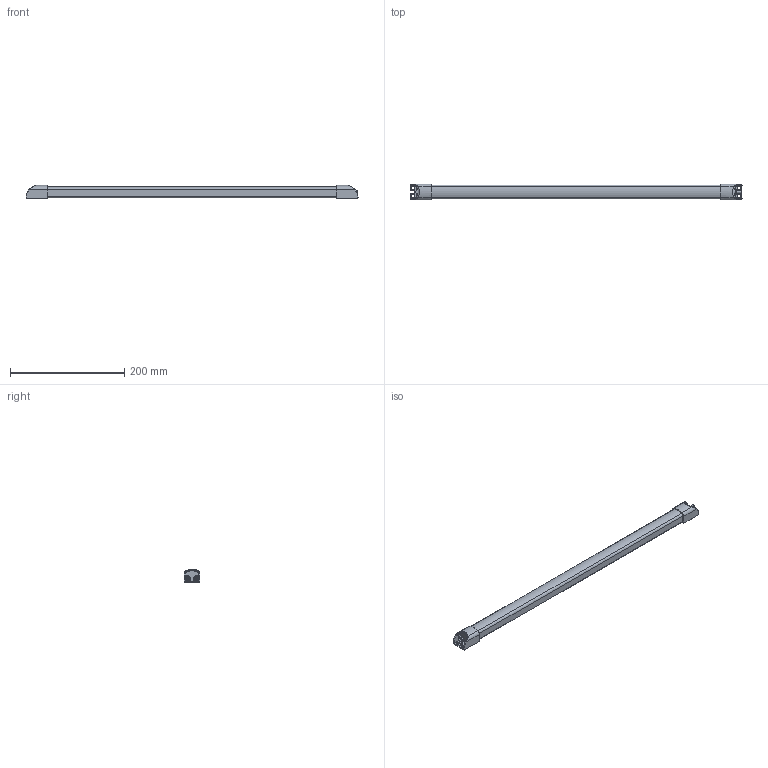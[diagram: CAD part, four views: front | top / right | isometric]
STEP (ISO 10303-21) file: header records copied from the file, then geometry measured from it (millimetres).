
FILE_DESCRIPTION((''),'2;1');
FILE_NAME('NLT3-20-DC-S.stp','2023-08-02T16:27:09',(''),(''),'Mechanical Desktop 2011','Mechanical Desktop 2011',', , ');
FILE_SCHEMA(('CONFIG_CONTROL_DESIGN'));
Length unit declared in the file: millimetre
Products named in the file (1): Product
Bounding box: 580 x 27.5 x 23 mm (x, y, z)
Volume: 249287.9 mm3; surface area: 53920.1 mm2
Topology: 9 solids, 9 shells, 390 faces, 934 edges, 560 vertices
Faces by surface type: bspline 142, cylinder 129, plane 57, torus 38, sphere 20, cone 4
Entity records: 15835 total; most frequent: CARTESIAN_POINT 7047, DIRECTION 1838, ORIENTED_EDGE 1836, EDGE_CURVE 918, AXIS2_PLACEMENT_3D 775, VERTEX_POINT 560, CIRCLE 492, EDGE_LOOP 424
